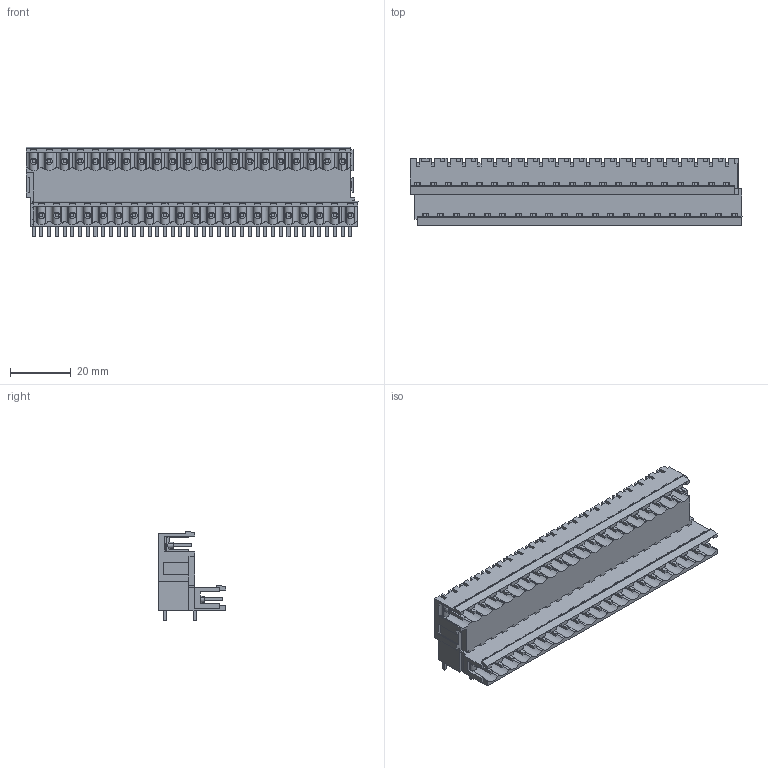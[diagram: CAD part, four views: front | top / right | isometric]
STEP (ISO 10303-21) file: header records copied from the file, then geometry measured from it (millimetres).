
FILE_DESCRIPTION(('CATIA V5R22 STEP214','CAx-IF Rec.Pracs.--- Model Styling and Organization---1.4--- 2014-01-23'),'2;1');
FILE_NAME ('D1454946_1_1725360000_1725360000.stp','2023-03-17T12:52:09+00:00',('none'),('Weidmueller'),'CATIA Version 5-6 Release 2016 SP3 HF44','CATIA V5 STEP AP214','none');
FILE_SCHEMA(('AUTOMOTIVE_DESIGN { 1 0 10303 214 1 1 1 1 }'));
Products named in the file (1): 1725360000
Bounding box: 109.22 x 22.16 x 29.41 mm (x, y, z)
Volume: 24942.4 mm3; surface area: 28408.3 mm2
Topology: 43 solids, 43 shells, 1583 faces, 5112 edges, 3490 vertices
Faces by surface type: plane 1285, cylinder 298
Entity records: 55824 total; most frequent: CARTESIAN_POINT 14088, ORIENTED_EDGE 10224, DIRECTION 6359, EDGE_CURVE 5112, VECTOR 4174, LINE 4174, VERTEX_POINT 3490, EDGE_LOOP 1668
